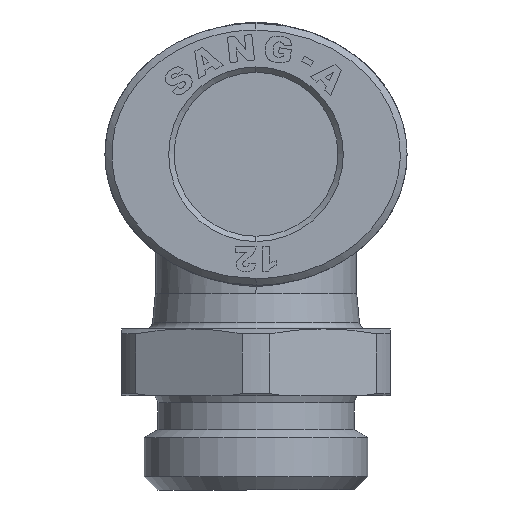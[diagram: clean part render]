
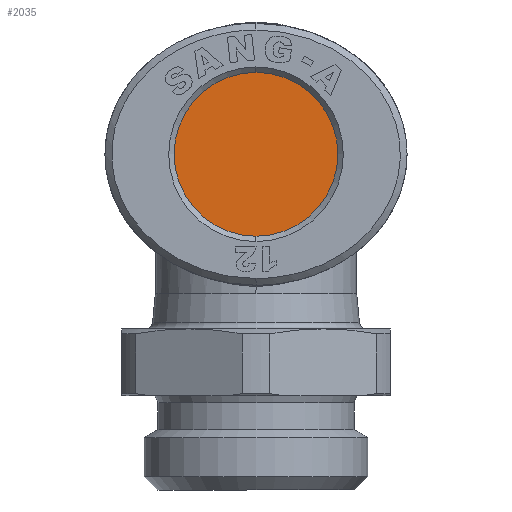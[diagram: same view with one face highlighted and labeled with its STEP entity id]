
A CAD part, left-side view. The second image highlights one B-rep face of the part: STEP entity #2035.
In plain terms, the highlighted planar face has unit normal (-1, 0, 0).
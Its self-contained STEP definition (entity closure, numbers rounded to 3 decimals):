
#1029 = ORIENTED_EDGE ( 'NONE', *, *, #17652, .T. ) ;
#1160 = DIRECTION ( 'NONE',  ( 0., 0., -1. ) ) ;
#2035 = ADVANCED_FACE ( 'NONE', ( #18389 ), #24405, .F. ) ;
#3332 = EDGE_LOOP ( 'NONE', ( #1029, #27040 ) ) ;
#3485 = AXIS2_PLACEMENT_3D ( 'NONE', #22501, #18162, #1160 ) ;
#4736 = CARTESIAN_POINT ( 'NONE',  ( -22.728, 0., 6.1 ) ) ;
#5508 = DIRECTION ( 'NONE',  ( 0., 0., -1. ) ) ;
#7992 = AXIS2_PLACEMENT_3D ( 'NONE', #13791, #9800, #5508 ) ;
#9419 = CARTESIAN_POINT ( 'NONE',  ( -22.728, 0., 0. ) ) ;
#9800 = DIRECTION ( 'NONE',  ( 1., 0., 0. ) ) ;
#10212 = CIRCLE ( 'NONE', #18543, 6.1 ) ;
#13791 = CARTESIAN_POINT ( 'NONE',  ( -22.728, 0., 0. ) ) ;
#15864 = DIRECTION ( 'NONE',  ( -1., 0., 0. ) ) ;
#17652 = EDGE_CURVE ( 'NONE', #20196, #27408, #20736, .T. ) ;
#18039 = DIRECTION ( 'NONE',  ( 0., 0., -1. ) ) ;
#18162 = DIRECTION ( 'NONE',  ( -1., 0., 0. ) ) ;
#18389 = FACE_OUTER_BOUND ( 'NONE', #3332, .T. ) ;
#18543 = AXIS2_PLACEMENT_3D ( 'NONE', #9419, #15864, #18039 ) ;
#18808 = CARTESIAN_POINT ( 'NONE',  ( -22.728, 0., -6.1 ) ) ;
#20196 = VERTEX_POINT ( 'NONE', #18808 ) ;
#20736 = CIRCLE ( 'NONE', #3485, 6.1 ) ;
#22501 = CARTESIAN_POINT ( 'NONE',  ( -22.728, 0., 0. ) ) ;
#24405 = PLANE ( 'NONE',  #7992 ) ;
#26542 = EDGE_CURVE ( 'NONE', #27408, #20196, #10212, .T. ) ;
#27040 = ORIENTED_EDGE ( 'NONE', *, *, #26542, .T. ) ;
#27408 = VERTEX_POINT ( 'NONE', #4736 ) ;
